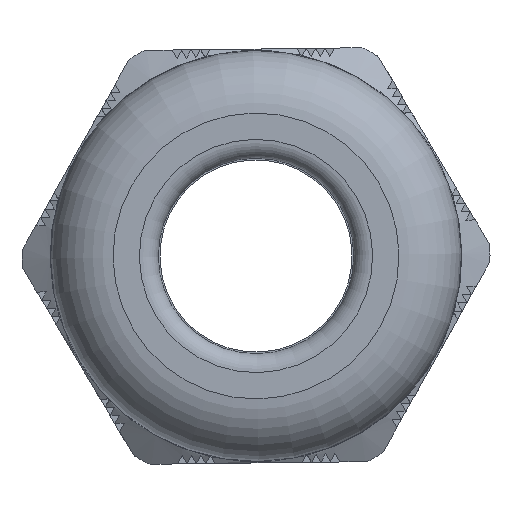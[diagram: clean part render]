
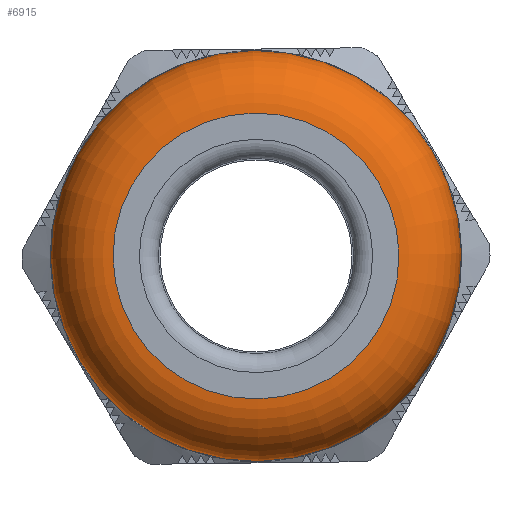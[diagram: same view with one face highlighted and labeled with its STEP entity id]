
A CAD part, left-side view. The second image highlights one B-rep face of the part: STEP entity #6915.
In plain terms, the highlighted toroidal (fillet/blend) face has major radius 7.447 mm and minor radius 3.473 mm.
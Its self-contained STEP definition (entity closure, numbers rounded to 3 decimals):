
#319=TOROIDAL_SURFACE('',#7581,7.447,3.473);
#352=FACE_BOUND('',#1389,.T.);
#981=FACE_OUTER_BOUND('',#1388,.T.);
#1388=EDGE_LOOP('',(#6435));
#1389=EDGE_LOOP('',(#6436));
#2673=CIRCLE('',#7514,10.92);
#2701=CIRCLE('',#7575,7.6);
#3362=VERTEX_POINT('',#14259);
#3375=VERTEX_POINT('',#15330);
#4354=EDGE_CURVE('',#3362,#3362,#2673,.T.);
#4397=EDGE_CURVE('',#3375,#3375,#2701,.T.);
#6435=ORIENTED_EDGE('',*,*,#4354,.F.);
#6436=ORIENTED_EDGE('',*,*,#4397,.T.);
#6915=ADVANCED_FACE('',(#981,#352),#319,.T.);
#7514=AXIS2_PLACEMENT_3D('',#14260,#9277,#9278);
#7575=AXIS2_PLACEMENT_3D('',#15331,#9401,#9402);
#7581=AXIS2_PLACEMENT_3D('',#15337,#9413,#9414);
#9277=DIRECTION('center_axis',(1.,0.,0.));
#9278=DIRECTION('ref_axis',(0.,0.,-1.));
#9401=DIRECTION('center_axis',(1.,0.,0.));
#9402=DIRECTION('ref_axis',(0.,0.,-1.));
#9413=DIRECTION('center_axis',(1.,0.,0.));
#9414=DIRECTION('ref_axis',(0.,0.,-1.));
#14259=CARTESIAN_POINT('',(-13.38,10.92,0.));
#14260=CARTESIAN_POINT('Origin',(-13.38,0.,0.));
#15330=CARTESIAN_POINT('',(-16.85,7.6,0.));
#15331=CARTESIAN_POINT('Origin',(-16.85,0.,0.));
#15337=CARTESIAN_POINT('Origin',(-13.38,0.,0.));
